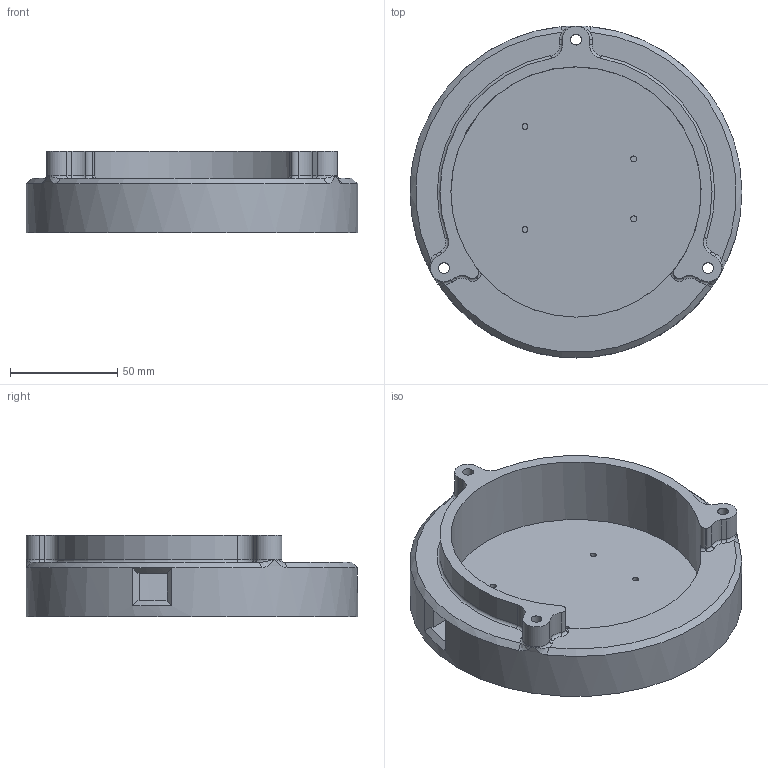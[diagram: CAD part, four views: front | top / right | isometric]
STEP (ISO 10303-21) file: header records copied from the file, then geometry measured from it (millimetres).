
FILE_DESCRIPTION(/* description */ (''),/* implementation_level */ '2;1');
FILE_NAME(/* name */ 'Base Part 1.step',/* time_stamp */ '2025-12-02T22:43:37-08:00',/* author */ (''),/* organization */ (''),/* preprocessor_version */ 'ST-DEVELOPER v20.1',/* originating_system */ 'Autodesk Translation Framework v14.21.0.0',/* authorisation */ '');
FILE_SCHEMA (('AUTOMOTIVE_DESIGN { 1 0 10303 214 3 1 1 }'));
Length unit declared in the file: metre
Products named in the file (1): Base Part 1
Bounding box: 154.94 x 154.94 x 38.1 mm (x, y, z)
Volume: 278361.5 mm3; surface area: 66911.9 mm2
Topology: 1 solids, 1 shells, 85 faces, 207 edges, 121 vertices
Faces by surface type: cylinder 32, plane 24, torus 18, bspline 6, cone 5
Full cylindrical faces by diameter (mm): 2.794 x4, 5.08 x3, 116.84 x1, 154.94 x1
Entity records: 2729 total; most frequent: CARTESIAN_POINT 694, DIRECTION 447, ORIENTED_EDGE 402, EDGE_CURVE 201, AXIS2_PLACEMENT_3D 186, VERTEX_POINT 121, CIRCLE 106, EDGE_LOOP 96
